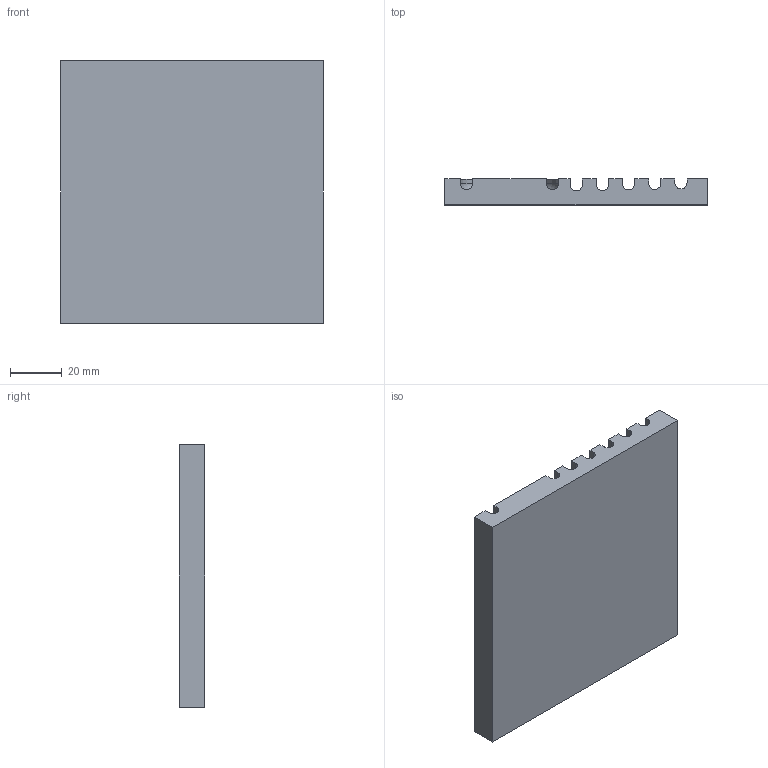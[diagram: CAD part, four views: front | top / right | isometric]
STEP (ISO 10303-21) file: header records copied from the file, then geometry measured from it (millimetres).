
FILE_DESCRIPTION (( 'STEP AP203' ), '1' );
FILE_NAME ('TestColdPlateStep.STEP', '2024-11-02T01:09:01', ( '' ), ( '' ), 'SwSTEP 2.0', 'SolidWorks 2024', '' );
FILE_SCHEMA (( 'CONFIG_CONTROL_DESIGN' ));
Length unit declared in the file: millimetre
Products named in the file (1): TestColdPlateStep
Bounding box: 101.83 x 10 x 101.98 mm (x, y, z)
Volume: 91078 mm3; surface area: 29260.3 mm2
Topology: 1 solids, 1 shells, 36 faces, 98 edges, 64 vertices
Faces by surface type: plane 26, cylinder 9, torus 1
Entity records: 1205 total; most frequent: CARTESIAN_POINT 199, ORIENTED_EDGE 196, DIRECTION 190, EDGE_CURVE 98, VECTOR 80, LINE 80, VERTEX_POINT 64, AXIS2_PLACEMENT_3D 55
